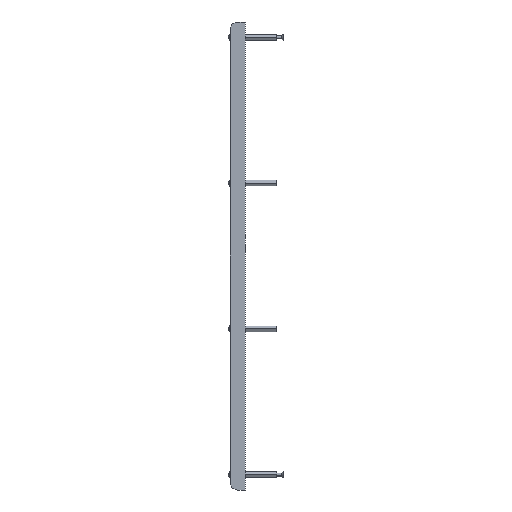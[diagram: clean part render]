
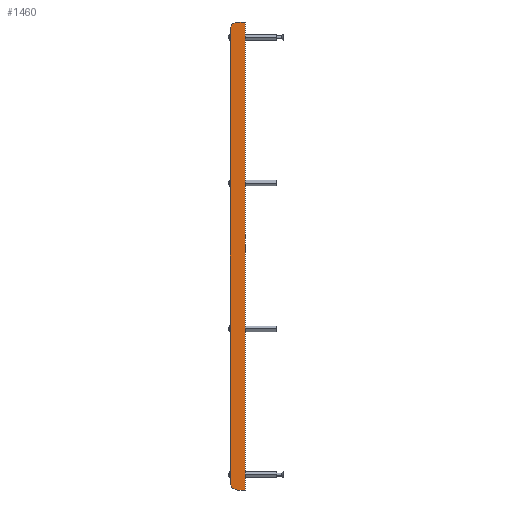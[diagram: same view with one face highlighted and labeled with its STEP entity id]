
A CAD part, left-side view. The second image highlights one B-rep face of the part: STEP entity #1460.
In plain terms, the highlighted planar face has unit normal (-1, 0, 0).
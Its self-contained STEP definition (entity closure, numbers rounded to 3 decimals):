
#64 = CARTESIAN_POINT ( 'NONE',  ( -5., 0., 295. ) ) ;
#119 = DIRECTION ( 'NONE',  ( -1., 0., 0. ) ) ;
#240 = CARTESIAN_POINT ( 'NONE',  ( -5., -10., 305. ) ) ;
#356 = CARTESIAN_POINT ( 'NONE',  ( -5., -10., -305. ) ) ;
#393 = ORIENTED_EDGE ( 'NONE', *, *, #3142, .T. ) ;
#464 = AXIS2_PLACEMENT_3D ( 'NONE', #64, #2113, #3321 ) ;
#560 = VERTEX_POINT ( 'NONE', #2200 ) ;
#563 = ORIENTED_EDGE ( 'NONE', *, *, #3533, .F. ) ;
#624 = AXIS2_PLACEMENT_3D ( 'NONE', #3419, #119, #1530 ) ;
#738 = DIRECTION ( 'NONE',  ( 0., 0., -1. ) ) ;
#744 = ORIENTED_EDGE ( 'NONE', *, *, #956, .T. ) ;
#785 = LINE ( 'NONE', #2590, #1141 ) ;
#956 = EDGE_CURVE ( 'NONE', #1029, #3032, #1951, .T. ) ;
#1029 = VERTEX_POINT ( 'NONE', #1995 ) ;
#1048 = ORIENTED_EDGE ( 'NONE', *, *, #1059, .T. ) ;
#1059 = EDGE_CURVE ( 'NONE', #2874, #1029, #785, .T. ) ;
#1141 = VECTOR ( 'NONE', #1395, 1000. ) ;
#1245 = LINE ( 'NONE', #356, #3003 ) ;
#1368 = ORIENTED_EDGE ( 'NONE', *, *, #3094, .T. ) ;
#1395 = DIRECTION ( 'NONE',  ( 0., 0., -1. ) ) ;
#1427 = FACE_OUTER_BOUND ( 'NONE', #2201, .T. ) ;
#1444 = PLANE ( 'NONE',  #2663 ) ;
#1460 = ADVANCED_FACE ( 'NONE', ( #1427 ), #1444, .F. ) ;
#1530 = DIRECTION ( 'NONE',  ( 0., 0., -1. ) ) ;
#1553 = LINE ( 'NONE', #240, #3457 ) ;
#1606 = VERTEX_POINT ( 'NONE', #1816 ) ;
#1816 = CARTESIAN_POINT ( 'NONE',  ( -5., 0., 305. ) ) ;
#1841 = CARTESIAN_POINT ( 'NONE',  ( -5., -10., -305. ) ) ;
#1951 = CIRCLE ( 'NONE', #624, 10. ) ;
#1995 = CARTESIAN_POINT ( 'NONE',  ( -5., 10., -295. ) ) ;
#2070 = CARTESIAN_POINT ( 'NONE',  ( -5., 10., 295. ) ) ;
#2113 = DIRECTION ( 'NONE',  ( -1., 0., 0. ) ) ;
#2200 = CARTESIAN_POINT ( 'NONE',  ( -5., -10., 305. ) ) ;
#2201 = EDGE_LOOP ( 'NONE', ( #1048, #744, #1368, #3290, #563, #393 ) ) ;
#2255 = VECTOR ( 'NONE', #738, 1000. ) ;
#2590 = CARTESIAN_POINT ( 'NONE',  ( -5., 10., 305. ) ) ;
#2611 = VERTEX_POINT ( 'NONE', #1841 ) ;
#2663 = AXIS2_PLACEMENT_3D ( 'NONE', #3864, #3566, #3882 ) ;
#2771 = DIRECTION ( 'NONE',  ( 0., -1., 0. ) ) ;
#2874 = VERTEX_POINT ( 'NONE', #2070 ) ;
#3003 = VECTOR ( 'NONE', #3685, 1000. ) ;
#3032 = VERTEX_POINT ( 'NONE', #3260 ) ;
#3094 = EDGE_CURVE ( 'NONE', #3032, #2611, #1245, .T. ) ;
#3142 = EDGE_CURVE ( 'NONE', #1606, #2874, #3249, .T. ) ;
#3171 = CARTESIAN_POINT ( 'NONE',  ( -5., -10., 305. ) ) ;
#3249 = CIRCLE ( 'NONE', #464, 10. ) ;
#3260 = CARTESIAN_POINT ( 'NONE',  ( -5., 0., -305. ) ) ;
#3290 = ORIENTED_EDGE ( 'NONE', *, *, #3415, .F. ) ;
#3321 = DIRECTION ( 'NONE',  ( 0., 0., -1. ) ) ;
#3415 = EDGE_CURVE ( 'NONE', #560, #2611, #3526, .T. ) ;
#3419 = CARTESIAN_POINT ( 'NONE',  ( -5., 0., -295. ) ) ;
#3457 = VECTOR ( 'NONE', #2771, 1000. ) ;
#3526 = LINE ( 'NONE', #3171, #2255 ) ;
#3533 = EDGE_CURVE ( 'NONE', #1606, #560, #1553, .T. ) ;
#3566 = DIRECTION ( 'NONE',  ( 1., 0., 0. ) ) ;
#3685 = DIRECTION ( 'NONE',  ( 0., -1., 0. ) ) ;
#3864 = CARTESIAN_POINT ( 'NONE',  ( -5., -10., 305. ) ) ;
#3882 = DIRECTION ( 'NONE',  ( 0., 0., -1. ) ) ;
